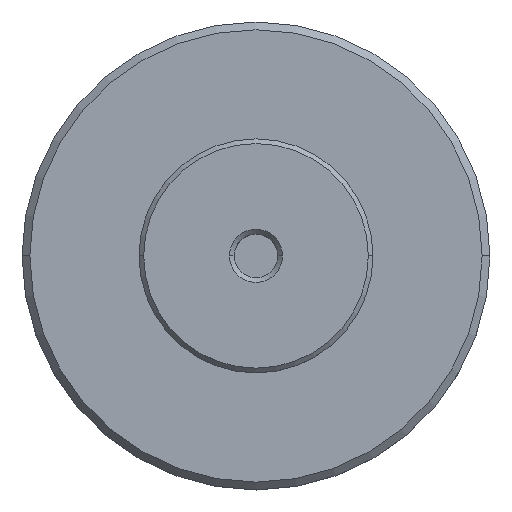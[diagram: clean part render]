
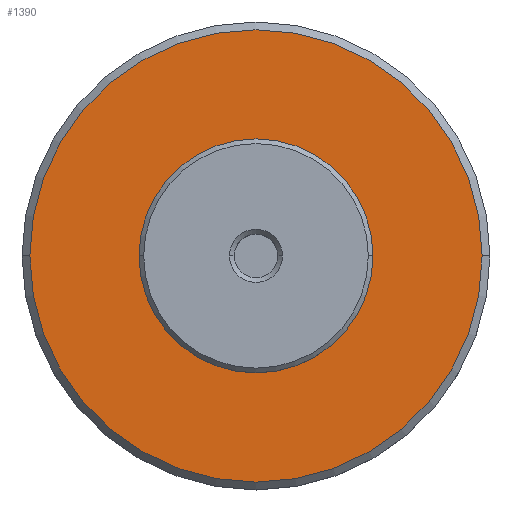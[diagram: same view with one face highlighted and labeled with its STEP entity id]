
A CAD part, top view. The second image highlights one B-rep face of the part: STEP entity #1390.
In plain terms, the highlighted planar face has unit normal (0, 0, 1).
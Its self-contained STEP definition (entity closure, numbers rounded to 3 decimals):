
#2 = CARTESIAN_POINT ( 'NONE',  ( 0., -4.483, 12.75 ) ) ;
#73 = ORIENTED_EDGE ( 'NONE', *, *, #1139, .T. ) ;
#103 = EDGE_CURVE ( 'NONE', #1790, #1349, #1451, .T. ) ;
#146 = AXIS2_PLACEMENT_3D ( 'NONE', #1479, #494, #1637 ) ;
#327 = CIRCLE ( 'NONE', #146, 4.483 ) ;
#332 = VERTEX_POINT ( 'NONE', #1934 ) ;
#364 = AXIS2_PLACEMENT_3D ( 'NONE', #1918, #961, #2087 ) ;
#433 = AXIS2_PLACEMENT_3D ( 'NONE', #930, #2046, #1087 ) ;
#483 = EDGE_LOOP ( 'NONE', ( #1689, #508 ) ) ;
#494 = DIRECTION ( 'NONE',  ( 0., 0., 1. ) ) ;
#502 = DIRECTION ( 'NONE',  ( 0., 1., 0. ) ) ;
#508 = ORIENTED_EDGE ( 'NONE', *, *, #103, .F. ) ;
#606 = CIRCLE ( 'NONE', #364, 14.5 ) ;
#739 = FACE_OUTER_BOUND ( 'NONE', #1367, .T. ) ;
#740 = DIRECTION ( 'NONE',  ( -1., 0., 0. ) ) ;
#843 = CIRCLE ( 'NONE', #433, 14.5 ) ;
#895 = CARTESIAN_POINT ( 'NONE',  ( 0., 4.483, 12.75 ) ) ;
#906 = PLANE ( 'NONE',  #2063 ) ;
#930 = CARTESIAN_POINT ( 'NONE',  ( 0., 0., 12.75 ) ) ;
#938 = EDGE_CURVE ( 'NONE', #1209, #332, #606, .T. ) ;
#961 = DIRECTION ( 'NONE',  ( 0., 0., 1. ) ) ;
#1087 = DIRECTION ( 'NONE',  ( -1., 0., 0. ) ) ;
#1139 = EDGE_CURVE ( 'NONE', #332, #1209, #843, .T. ) ;
#1209 = VERTEX_POINT ( 'NONE', #1551 ) ;
#1235 = AXIS2_PLACEMENT_3D ( 'NONE', #1299, #1484, #502 ) ;
#1299 = CARTESIAN_POINT ( 'NONE',  ( 0., 0., 12.75 ) ) ;
#1349 = VERTEX_POINT ( 'NONE', #895 ) ;
#1367 = EDGE_LOOP ( 'NONE', ( #73, #1498 ) ) ;
#1390 = ADVANCED_FACE ( 'NONE', ( #739, #1978 ), #906, .F. ) ;
#1451 = CIRCLE ( 'NONE', #1235, 4.483 ) ;
#1479 = CARTESIAN_POINT ( 'NONE',  ( 0., 0., 12.75 ) ) ;
#1484 = DIRECTION ( 'NONE',  ( 0., 0., 1. ) ) ;
#1498 = ORIENTED_EDGE ( 'NONE', *, *, #938, .T. ) ;
#1541 = CARTESIAN_POINT ( 'NONE',  ( 14.674, -14.674, 12.75 ) ) ;
#1551 = CARTESIAN_POINT ( 'NONE',  ( 14.5, 0., 12.75 ) ) ;
#1637 = DIRECTION ( 'NONE',  ( 0., 1., 0. ) ) ;
#1669 = EDGE_CURVE ( 'NONE', #1349, #1790, #327, .T. ) ;
#1689 = ORIENTED_EDGE ( 'NONE', *, *, #1669, .F. ) ;
#1708 = DIRECTION ( 'NONE',  ( 0., 0., -1. ) ) ;
#1790 = VERTEX_POINT ( 'NONE', #2 ) ;
#1918 = CARTESIAN_POINT ( 'NONE',  ( 0., 0., 12.75 ) ) ;
#1934 = CARTESIAN_POINT ( 'NONE',  ( -14.5, 0., 12.75 ) ) ;
#1978 = FACE_BOUND ( 'NONE', #483, .T. ) ;
#2046 = DIRECTION ( 'NONE',  ( 0., 0., 1. ) ) ;
#2063 = AXIS2_PLACEMENT_3D ( 'NONE', #1541, #1708, #740 ) ;
#2087 = DIRECTION ( 'NONE',  ( -1., 0., 0. ) ) ;
